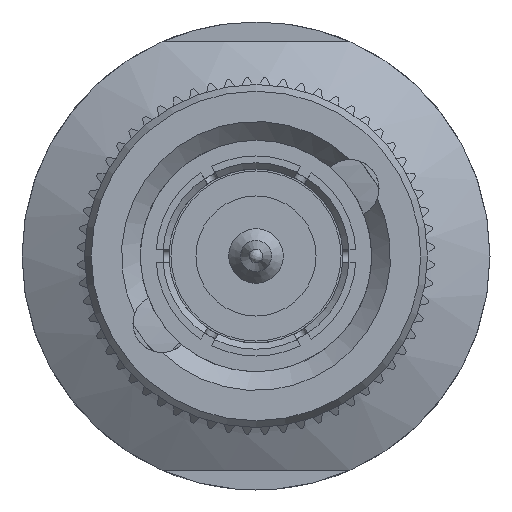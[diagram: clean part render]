
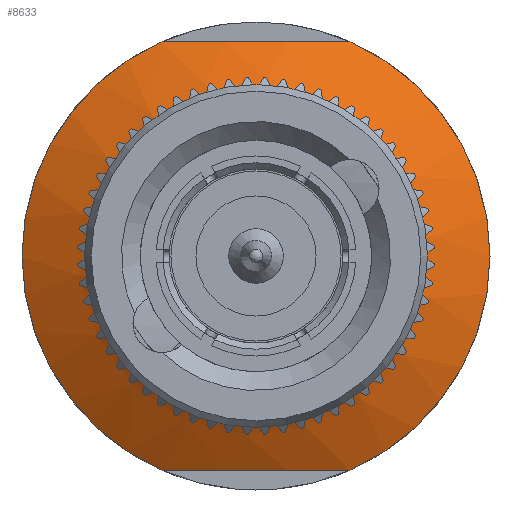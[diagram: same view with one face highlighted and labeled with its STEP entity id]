
A CAD part, left-side view. The second image highlights one B-rep face of the part: STEP entity #8633.
In plain terms, the highlighted conical face has half-angle 60 degrees and reference radius 9.5 mm.
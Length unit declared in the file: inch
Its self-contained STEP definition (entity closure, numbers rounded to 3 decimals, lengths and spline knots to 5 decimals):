
#89 = CARTESIAN_POINT ( 'NONE',  ( 1.07563, 0.10091, -0.34252 ) ) ;
#574 = CARTESIAN_POINT ( 'NONE',  ( 1.08591, -0.15023, 0.34252 ) ) ;
#804 = CARTESIAN_POINT ( 'NONE',  ( 1.06935, -0.0504, 0.34252 ) ) ;
#1245 = VERTEX_POINT ( 'NONE', #13156 ) ;
#1488 = EDGE_CURVE ( 'NONE', #6606, #9042, #10857, .T. ) ;
#1679 = DIRECTION ( 'NONE',  ( 0., 0., 1. ) ) ;
#1699 = DIRECTION ( 'NONE',  ( 0., 0., 1. ) ) ;
#1885 = CARTESIAN_POINT ( 'NONE',  ( 1.08591, -0.15023, 0.34252 ) ) ;
#1935 = CARTESIAN_POINT ( 'NONE',  ( 1.08591, 0.15023, 0.34252 ) ) ;
#2582 = CARTESIAN_POINT ( 'NONE',  ( 1.08591, 0.15023, 0.34252 ) ) ;
#2657 = ORIENTED_EDGE ( 'NONE', *, *, #5443, .F. ) ;
#2739 = CARTESIAN_POINT ( 'NONE',  ( 1.08591, 0., 0. ) ) ;
#3185 = EDGE_CURVE ( 'NONE', #11132, #1245, #7240, .T. ) ;
#3203 = CARTESIAN_POINT ( 'NONE',  ( 1.06935, 0.05042, -0.34252 ) ) ;
#3751 = DIRECTION ( 'NONE',  ( -1., 0., 0. ) ) ;
#4213 = CIRCLE ( 'NONE', #10312, 0.37402 ) ;
#4368 = CARTESIAN_POINT ( 'NONE',  ( 1.06772, 0.02507, -0.34252 ) ) ;
#4409 = CARTESIAN_POINT ( 'NONE',  ( 1.08022, 0.12573, -0.34252 ) ) ;
#4605 = CIRCLE ( 'NONE', #5679, 0.37402 ) ;
#5088 = VERTEX_POINT ( 'NONE', #11491 ) ;
#5123 = CARTESIAN_POINT ( 'NONE',  ( 1.08591, 0., 0. ) ) ;
#5370 = CARTESIAN_POINT ( 'NONE',  ( 1.08018, -0.12553, -0.34252 ) ) ;
#5443 = EDGE_CURVE ( 'NONE', #5088, #5088, #7572, .T. ) ;
#5583 = DIRECTION ( 'NONE',  ( 0., 0., 1. ) ) ;
#5679 = AXIS2_PLACEMENT_3D ( 'NONE', #9619, #11754, #5583 ) ;
#6432 = CARTESIAN_POINT ( 'NONE',  ( 1.08591, 0.15023, -0.34252 ) ) ;
#6606 = VERTEX_POINT ( 'NONE', #574 ) ;
#6614 = CARTESIAN_POINT ( 'NONE',  ( 1.08591, 0.15023, -0.34252 ) ) ;
#7195 = CARTESIAN_POINT ( 'NONE',  ( 1.07557, -0.10046, 0.34252 ) ) ;
#7240 = B_SPLINE_CURVE_WITH_KNOTS ( 'NONE', 3,
 ( #6432, #4409, #89, #3203, #4368, #9681, #7400, #11759, #5370, #10685 ),
 .UNSPECIFIED., .F., .F.,
 ( 4, 2, 2, 2, 4 ),
 ( 0.04088, 0.0428, 0.04472, 0.04664, 0.04855 ),
 .UNSPECIFIED. ) ;
#7367 = FACE_OUTER_BOUND ( 'NONE', #12182, .T. ) ;
#7400 = CARTESIAN_POINT ( 'NONE',  ( 1.06935, -0.0504, -0.34252 ) ) ;
#7572 = CIRCLE ( 'NONE', #10518, 0.19667 ) ;
#7576 = EDGE_LOOP ( 'NONE', ( #2657 ) ) ;
#8223 = CARTESIAN_POINT ( 'NONE',  ( 1.08022, 0.12573, 0.34252 ) ) ;
#8297 = EDGE_CURVE ( 'NONE', #1245, #6606, #4605, .T. ) ;
#8367 = DIRECTION ( 'NONE',  ( 1., 0., 0. ) ) ;
#8633 = ADVANCED_FACE ( 'NONE', ( #12283, #7367 ), #11964, .T. ) ;
#9042 = VERTEX_POINT ( 'NONE', #2582 ) ;
#9409 = ORIENTED_EDGE ( 'NONE', *, *, #3185, .T. ) ;
#9419 = DIRECTION ( 'NONE',  ( 0., 0., -1. ) ) ;
#9619 = CARTESIAN_POINT ( 'NONE',  ( 1.08591, 0., 0. ) ) ;
#9681 = CARTESIAN_POINT ( 'NONE',  ( 1.06773, -0.02529, -0.34252 ) ) ;
#10003 = CARTESIAN_POINT ( 'NONE',  ( 0.98352, 0., 0. ) ) ;
#10203 = CARTESIAN_POINT ( 'NONE',  ( 1.06773, -0.02529, 0.34252 ) ) ;
#10256 = CARTESIAN_POINT ( 'NONE',  ( 1.06772, 0.02507, 0.34252 ) ) ;
#10312 = AXIS2_PLACEMENT_3D ( 'NONE', #2739, #12068, #1679 ) ;
#10518 = AXIS2_PLACEMENT_3D ( 'NONE', #10003, #3751, #1699 ) ;
#10685 = CARTESIAN_POINT ( 'NONE',  ( 1.08591, -0.15023, -0.34252 ) ) ;
#10714 = AXIS2_PLACEMENT_3D ( 'NONE', #5123, #8367, #9419 ) ;
#10857 = B_SPLINE_CURVE_WITH_KNOTS ( 'NONE', 3,
 ( #1885, #13481, #7195, #804, #10203, #10256, #11344, #12373, #8223, #1935 ),
 .UNSPECIFIED., .F., .F.,
 ( 4, 2, 2, 2, 4 ),
 ( 0.00921, 0.01113, 0.01305, 0.01496, 0.01688 ),
 .UNSPECIFIED. ) ;
#11132 = VERTEX_POINT ( 'NONE', #6614 ) ;
#11179 = EDGE_CURVE ( 'NONE', #9042, #11132, #4213, .T. ) ;
#11270 = ORIENTED_EDGE ( 'NONE', *, *, #8297, .T. ) ;
#11344 = CARTESIAN_POINT ( 'NONE',  ( 1.06935, 0.05042, 0.34252 ) ) ;
#11491 = CARTESIAN_POINT ( 'NONE',  ( 0.98352, 0., 0.19667 ) ) ;
#11548 = ORIENTED_EDGE ( 'NONE', *, *, #1488, .T. ) ;
#11754 = DIRECTION ( 'NONE',  ( -1., 0., 0. ) ) ;
#11759 = CARTESIAN_POINT ( 'NONE',  ( 1.07557, -0.10046, -0.34252 ) ) ;
#11781 = ORIENTED_EDGE ( 'NONE', *, *, #11179, .T. ) ;
#11964 = CONICAL_SURFACE ( 'NONE', #10714, 0.37402, 1.047 ) ;
#12068 = DIRECTION ( 'NONE',  ( -1., 0., 0. ) ) ;
#12182 = EDGE_LOOP ( 'NONE', ( #11781, #9409, #11270, #11548 ) ) ;
#12283 = FACE_BOUND ( 'NONE', #7576, .T. ) ;
#12373 = CARTESIAN_POINT ( 'NONE',  ( 1.07563, 0.10091, 0.34252 ) ) ;
#13156 = CARTESIAN_POINT ( 'NONE',  ( 1.08591, -0.15023, -0.34252 ) ) ;
#13481 = CARTESIAN_POINT ( 'NONE',  ( 1.08018, -0.12553, 0.34252 ) ) ;
